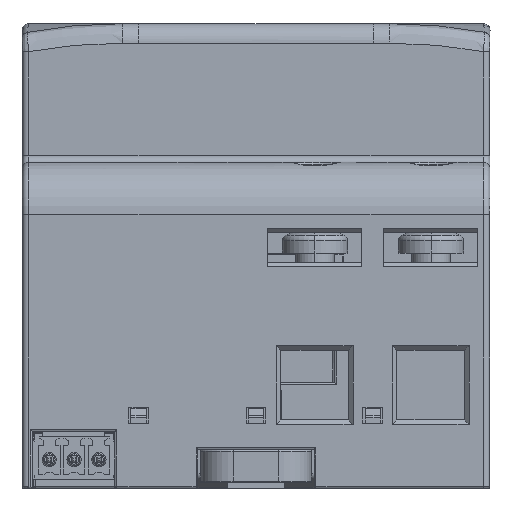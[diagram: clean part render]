
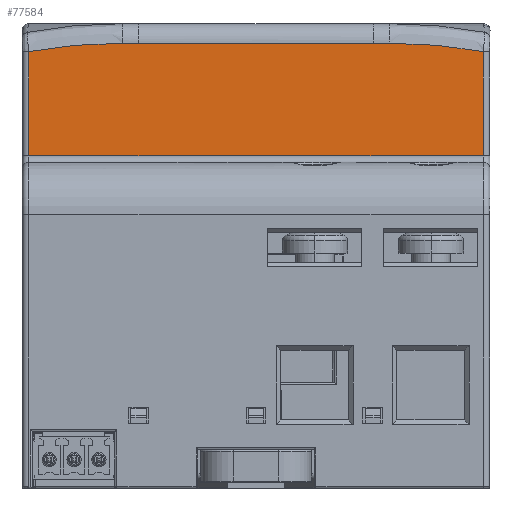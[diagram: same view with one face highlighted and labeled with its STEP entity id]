
A CAD part, left-side view. The second image highlights one B-rep face of the part: STEP entity #77584.
In plain terms, the highlighted planar face has unit normal (-1, 0, 0).
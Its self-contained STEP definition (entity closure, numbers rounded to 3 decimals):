
#62779=DIRECTION('',(0.,0.,1.));
#62780=VECTOR('',#62779,9.);
#62781=CARTESIAN_POINT('',(-22.5,-70.9,51.));
#62782=LINE('',#62781,#62780);
#62783=DIRECTION('',(0.,0.,1.));
#62784=VECTOR('',#62783,6.994);
#62785=CARTESIAN_POINT('',(-22.5,-70.9,60.));
#62786=LINE('',#62785,#62784);
#62795=CARTESIAN_POINT('',(-22.5,-1.1,
66.994));
#62796=CARTESIAN_POINT('',(-22.5,-1.567,
67.082));
#62797=CARTESIAN_POINT('',(-22.5,-2.706,
67.285));
#62798=CARTESIAN_POINT('',(-22.5,-4.503,
67.559));
#62799=CARTESIAN_POINT('',(-22.5,-6.471,
67.804));
#62800=CARTESIAN_POINT('',(-22.5,-8.386,
67.993));
#62801=CARTESIAN_POINT('',(-22.5,-10.247,
68.132));
#62802=CARTESIAN_POINT('',(-22.5,-12.051,
68.225));
#62803=CARTESIAN_POINT('',(-22.5,-13.8,
68.277));
#62804=CARTESIAN_POINT('',(-22.5,-14.947,
68.286));
#62805=CARTESIAN_POINT('',(-22.5,-15.511,
68.285));
#62807=DIRECTION('',(0.,-1.,-0.001));
#62808=VECTOR('',#62807,2.489);
#62809=CARTESIAN_POINT('',(-22.5,-15.511,
68.285));
#62810=LINE('',#62809,#62808);
#62811=CARTESIAN_POINT('',(-22.5,-56.489,
68.284));
#62812=CARTESIAN_POINT('',(-22.5,-57.053,
68.286));
#62813=CARTESIAN_POINT('',(-22.5,-58.2,
68.279));
#62814=CARTESIAN_POINT('',(-22.5,-59.949,
68.226));
#62815=CARTESIAN_POINT('',(-22.5,-61.753,
68.134));
#62816=CARTESIAN_POINT('',(-22.5,-63.614,
67.995));
#62817=CARTESIAN_POINT('',(-22.5,-65.529,
67.806));
#62818=CARTESIAN_POINT('',(-22.5,-67.498,
67.56));
#62819=CARTESIAN_POINT('',(-22.5,-69.295,
67.288));
#62820=CARTESIAN_POINT('',(-22.5,-70.433,
67.082));
#62821=CARTESIAN_POINT('',(-22.5,-70.9,
66.994));
#62831=DIRECTION('',(0.,0.,-1.));
#62832=VECTOR('',#62831,6.994);
#62833=CARTESIAN_POINT('',(-22.5,-1.1,
66.994));
#62834=LINE('',#62833,#62832);
#62835=DIRECTION('',(0.,0.,-1.));
#62836=VECTOR('',#62835,9.);
#62837=CARTESIAN_POINT('',(-22.5,-1.1,60.));
#62838=LINE('',#62837,#62836);
#63108=DIRECTION('',(0.,1.,-0.001));
#63109=VECTOR('',#63108,2.489);
#63110=CARTESIAN_POINT('',(-22.5,-56.489,
68.284));
#63111=LINE('',#63110,#63109);
#63112=DIRECTION('',(0.,1.,0.));
#63113=VECTOR('',#63112,35.95);
#63114=CARTESIAN_POINT('',(-22.5,-53.95,68.282));
#63115=LINE('',#63114,#63113);
#63116=DIRECTION('',(0.001,1.,-0.003));
#63117=VECTOR('',#63116,0.05);
#63118=CARTESIAN_POINT('',(-22.5,-54.,
68.283));
#63119=LINE('',#63118,#63117);
#72800=DIRECTION('',(0.,-1.,0.));
#72801=VECTOR('',#72800,33.9);
#72802=CARTESIAN_POINT('',(-22.5,-1.1,51.));
#72803=LINE('',#72802,#72801);
#72804=DIRECTION('',(0.,-1.,0.));
#72805=VECTOR('',#72804,35.9);
#72806=CARTESIAN_POINT('',(-22.5,-35.,51.));
#72807=LINE('',#72806,#72805);
#74691=CARTESIAN_POINT('',(-22.5,-70.9,51.));
#74692=CARTESIAN_POINT('',(-22.5,-70.9,60.));
#74693=VERTEX_POINT('',#74691);
#74694=VERTEX_POINT('',#74692);
#74695=CARTESIAN_POINT('',(-22.5,-70.9,
66.994));
#74696=VERTEX_POINT('',#74695);
#74697=CARTESIAN_POINT('',(-22.5,-1.1,60.));
#74698=CARTESIAN_POINT('',(-22.5,-1.1,51.));
#74699=VERTEX_POINT('',#74697);
#74700=VERTEX_POINT('',#74698);
#74701=CARTESIAN_POINT('',(-22.5,-1.1,
66.994));
#74702=VERTEX_POINT('',#74701);
#74703=VERTEX_POINT('',#62805);
#74704=CARTESIAN_POINT('',(-22.5,-18.,
68.283));
#74705=VERTEX_POINT('',#74704);
#74706=CARTESIAN_POINT('',(-22.5,-53.95,68.282));
#74707=VERTEX_POINT('',#74706);
#74708=CARTESIAN_POINT('',(-22.5,-54.,
68.283));
#74709=VERTEX_POINT('',#74708);
#74710=CARTESIAN_POINT('',(-22.5,-56.489,
68.284));
#74711=VERTEX_POINT('',#74710);
#74712=CARTESIAN_POINT('',(-22.5,-35.,51.));
#74713=VERTEX_POINT('',#74712);
#77555=CARTESIAN_POINT('',(-22.5,-71.9,50.));
#77556=DIRECTION('',(-1.,0.,0.));
#77557=DIRECTION('',(0.,0.,1.));
#77558=AXIS2_PLACEMENT_3D('',#77555,#77556,#77557);
#77559=PLANE('',#77558);
#77561=ORIENTED_EDGE('',*,*,#77560,.F.);
#77563=ORIENTED_EDGE('',*,*,#77562,.F.);
#77565=ORIENTED_EDGE('',*,*,#77564,.T.);
#77567=ORIENTED_EDGE('',*,*,#77566,.T.);
#77569=ORIENTED_EDGE('',*,*,#77568,.F.);
#77571=ORIENTED_EDGE('',*,*,#77570,.F.);
#77573=ORIENTED_EDGE('',*,*,#77572,.F.);
#77575=ORIENTED_EDGE('',*,*,#77574,.T.);
#77576=ORIENTED_EDGE('',*,*,#77537,.F.);
#77577=ORIENTED_EDGE('',*,*,#77535,.F.);
#77579=ORIENTED_EDGE('',*,*,#77578,.F.);
#77581=ORIENTED_EDGE('',*,*,#77580,.F.);
#77582=EDGE_LOOP('',(#77561,#77563,#77565,#77567,#77569,#77571,#77573,#77575,
#77576,#77577,#77579,#77581));
#77583=FACE_OUTER_BOUND('',#77582,.F.);
#62806=B_SPLINE_CURVE_WITH_KNOTS('',3,(#62795,#62796,#62797,#62798,#62799,
#62800,#62801,#62802,#62803,#62804,#62805),.UNSPECIFIED.,.F.,.F.,(4,1,1,1,1,1,1,
1,4),(0.,0.099,0.24,0.377,
0.51,0.638,0.763,0.883,1.),
.UNSPECIFIED.);
#62822=B_SPLINE_CURVE_WITH_KNOTS('',3,(#62811,#62812,#62813,#62814,#62815,
#62816,#62817,#62818,#62819,#62820,#62821),.UNSPECIFIED.,.F.,.F.,(4,1,1,1,1,1,1,
1,4),(0.,0.117,0.237,0.362,
0.49,0.623,0.76,0.901,1.),
.UNSPECIFIED.);
#77535=EDGE_CURVE('',#74693,#74694,#62782,.T.);
#77537=EDGE_CURVE('',#74694,#74696,#62786,.T.);
#77560=EDGE_CURVE('',#74699,#74700,#62838,.T.);
#77562=EDGE_CURVE('',#74702,#74699,#62834,.T.);
#77564=EDGE_CURVE('',#74702,#74703,#62806,.T.);
#77566=EDGE_CURVE('',#74703,#74705,#62810,.T.);
#77568=EDGE_CURVE('',#74707,#74705,#63115,.T.);
#77570=EDGE_CURVE('',#74709,#74707,#63119,.T.);
#77572=EDGE_CURVE('',#74711,#74709,#63111,.T.);
#77574=EDGE_CURVE('',#74711,#74696,#62822,.T.);
#77578=EDGE_CURVE('',#74713,#74693,#72807,.T.);
#77580=EDGE_CURVE('',#74700,#74713,#72803,.T.);
#77584=ADVANCED_FACE('',(#77583),#77559,.T.);
